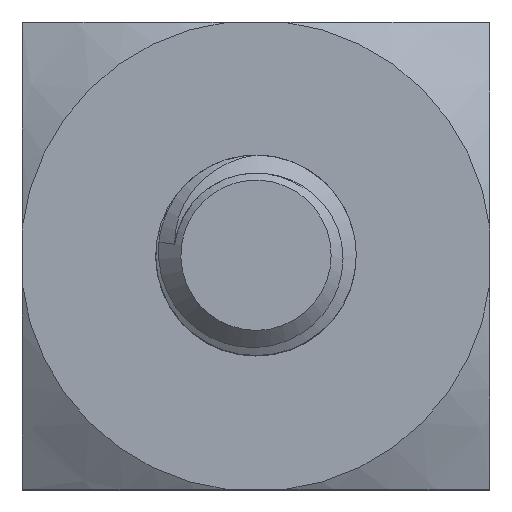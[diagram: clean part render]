
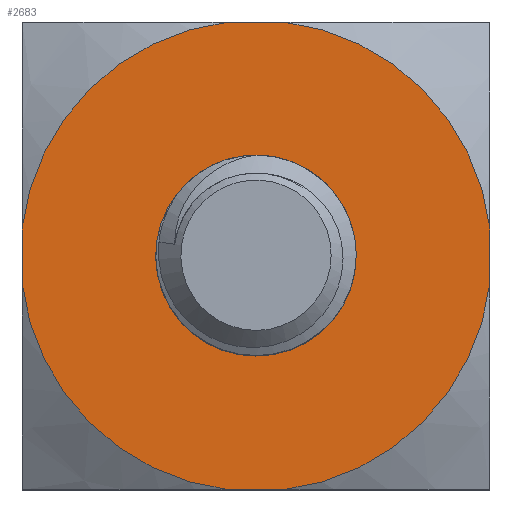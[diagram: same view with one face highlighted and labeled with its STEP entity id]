
A CAD part, top view. The second image highlights one B-rep face of the part: STEP entity #2683.
In plain terms, the highlighted planar face has unit normal (0, 0, 1).
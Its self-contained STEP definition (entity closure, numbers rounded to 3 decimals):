
#348=LINE('',#6313,#680);
#349=LINE('',#6314,#681);
#350=LINE('',#6315,#682);
#351=LINE('',#6316,#683);
#680=VECTOR('',#3529,1000.);
#681=VECTOR('',#3530,1000.);
#682=VECTOR('',#3531,1000.);
#683=VECTOR('',#3532,1000.);
#1396=ORIENTED_EDGE('',*,*,#1779,.T.);
#1397=ORIENTED_EDGE('',*,*,#1451,.T.);
#1398=ORIENTED_EDGE('',*,*,#1780,.T.);
#1399=ORIENTED_EDGE('',*,*,#1453,.T.);
#1400=ORIENTED_EDGE('',*,*,#1781,.T.);
#1401=ORIENTED_EDGE('',*,*,#1445,.T.);
#1402=ORIENTED_EDGE('',*,*,#1782,.T.);
#1403=ORIENTED_EDGE('',*,*,#1448,.T.);
#1404=ORIENTED_EDGE('',*,*,#1442,.F.);
#1442=EDGE_CURVE('',#1796,#1796,#2010,.T.);
#1445=EDGE_CURVE('',#1797,#1799,#2011,.T.);
#1448=EDGE_CURVE('',#1800,#1802,#2012,.T.);
#1451=EDGE_CURVE('',#1803,#1805,#2013,.T.);
#1453=EDGE_CURVE('',#1808,#1807,#2014,.T.);
#1779=EDGE_CURVE('',#1802,#1803,#348,.T.);
#1780=EDGE_CURVE('',#1805,#1808,#349,.T.);
#1781=EDGE_CURVE('',#1807,#1797,#350,.T.);
#1782=EDGE_CURVE('',#1799,#1800,#351,.T.);
#1796=VERTEX_POINT('',#5538);
#1797=VERTEX_POINT('',#5551);
#1799=VERTEX_POINT('',#5564);
#1800=VERTEX_POINT('',#5578);
#1802=VERTEX_POINT('',#5591);
#1803=VERTEX_POINT('',#5605);
#1805=VERTEX_POINT('',#5618);
#1807=VERTEX_POINT('',#5633);
#1808=VERTEX_POINT('',#5635);
#2010=CIRCLE('',#2713,3.);
#2011=CIRCLE('',#2715,7.049);
#2012=CIRCLE('',#2717,7.049);
#2013=CIRCLE('',#2719,7.049);
#2014=CIRCLE('',#2721,7.049);
#2189=EDGE_LOOP('',(#1396,#1397,#1398,#1399,#1400,#1401,#1402,#1403));
#2190=EDGE_LOOP('',(#1404));
#2369=FACE_BOUND('',#2189,.T.);
#2370=FACE_BOUND('',#2190,.T.);
#2522=PLANE('',#2867);
#2683=ADVANCED_FACE('',(#2369,#2370),#2522,.T.);
#2713=AXIS2_PLACEMENT_3D('',#5537,#2895,#2896);
#2715=AXIS2_PLACEMENT_3D('',#5565,#2899,#2900);
#2717=AXIS2_PLACEMENT_3D('',#5592,#2903,#2904);
#2719=AXIS2_PLACEMENT_3D('',#5619,#2907,#2908);
#2721=AXIS2_PLACEMENT_3D('',#5634,#2911,#2912);
#2867=AXIS2_PLACEMENT_3D('',#6312,#3527,#3528);
#2895=DIRECTION('',(0.,0.,1.));
#2896=DIRECTION('',(1.,0.,0.));
#2899=DIRECTION('',(0.,0.,1.));
#2900=DIRECTION('',(1.,0.,0.));
#2903=DIRECTION('',(0.,0.,1.));
#2904=DIRECTION('',(1.,0.,0.));
#2907=DIRECTION('',(0.,0.,1.));
#2908=DIRECTION('',(1.,0.,0.));
#2911=DIRECTION('',(0.,0.,1.));
#2912=DIRECTION('',(1.,0.,0.));
#3527=DIRECTION('',(0.,0.,1.));
#3528=DIRECTION('',(1.,0.,0.));
#3529=DIRECTION('',(0.,1.,0.));
#3530=DIRECTION('',(-1.,0.,0.));
#3531=DIRECTION('',(0.,-1.,0.));
#3532=DIRECTION('',(1.,0.,0.));
#5537=CARTESIAN_POINT('',(0.,0.,2.75));
#5538=CARTESIAN_POINT('',(3.,0.,2.75));
#5551=CARTESIAN_POINT('',(-7.,-0.834,2.75));
#5564=CARTESIAN_POINT('',(-0.834,-7.,2.75));
#5565=CARTESIAN_POINT('',(0.,0.,2.75));
#5578=CARTESIAN_POINT('',(0.834,-7.,2.75));
#5591=CARTESIAN_POINT('',(7.,-0.834,2.75));
#5592=CARTESIAN_POINT('',(0.,0.,2.75));
#5605=CARTESIAN_POINT('',(7.,0.834,2.75));
#5618=CARTESIAN_POINT('',(0.834,7.,2.75));
#5619=CARTESIAN_POINT('',(0.,0.,2.75));
#5633=CARTESIAN_POINT('',(-7.,0.834,2.75));
#5634=CARTESIAN_POINT('',(0.,0.,2.75));
#5635=CARTESIAN_POINT('',(-0.834,7.,2.75));
#6312=CARTESIAN_POINT('',(0.,0.,2.75));
#6313=CARTESIAN_POINT('',(7.,-7.,2.75));
#6314=CARTESIAN_POINT('',(7.,7.,2.75));
#6315=CARTESIAN_POINT('',(-7.,7.,2.75));
#6316=CARTESIAN_POINT('',(-7.,-7.,2.75));
